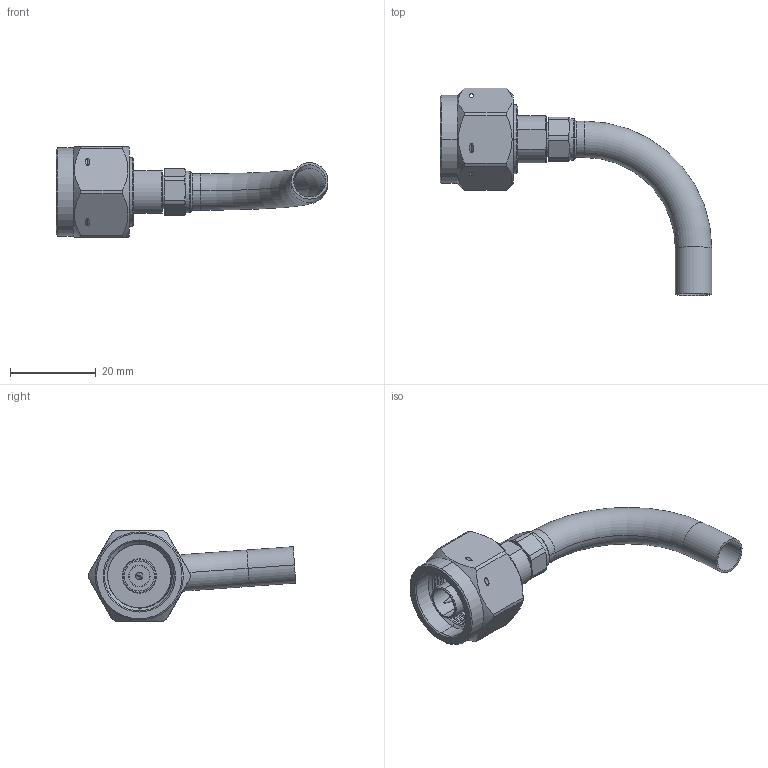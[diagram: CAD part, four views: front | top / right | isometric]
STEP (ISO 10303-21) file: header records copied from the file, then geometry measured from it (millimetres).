
FILE_DESCRIPTION (( 'STEP AP203' ), '1' );
FILE_NAME ('3190-6087.STEP', '2022-06-17T05:50:27', ( '' ), ( '' ), 'SwSTEP 2.0', 'SolidWorks 2020', '' );
FILE_SCHEMA (( 'CONFIG_CONTROL_DESIGN' ));
Length unit declared in the file: millimetre
Products named in the file (3): 3190-6087; 0086-0134 圉
Assembly tree (2 placements, depth 2):
  3190-6087
    3190-6087
    0086-0134 圉
Bounding box: 63.26 x 48.33 x 21 mm (x, y, z)
Volume: 6113.3 mm3; surface area: 7119.3 mm2
Topology: 2 solids, 2 shells, 157 faces, 361 edges, 227 vertices
Faces by surface type: cylinder 78, plane 37, cone 32, torus 8, bspline 2
Entity records: 5826 total; most frequent: CARTESIAN_POINT 1958, DIRECTION 789, ORIENTED_EDGE 722, EDGE_CURVE 361, AXIS2_PLACEMENT_3D 329, VERTEX_POINT 227, EDGE_LOOP 184, CIRCLE 169
